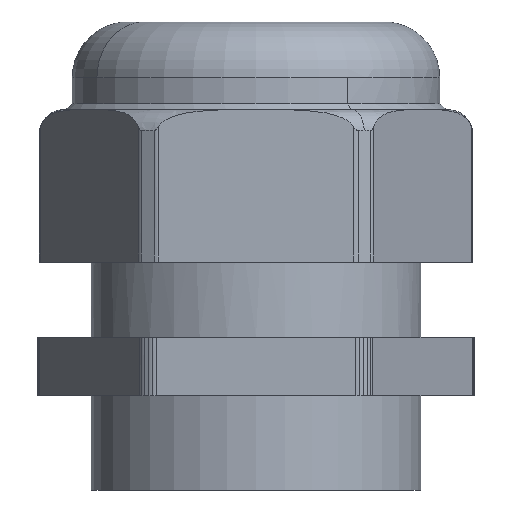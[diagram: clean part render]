
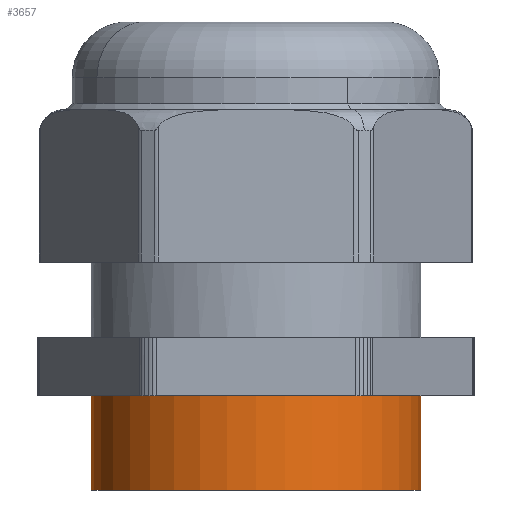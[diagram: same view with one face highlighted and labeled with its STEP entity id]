
A CAD part, left-side view. The second image highlights one B-rep face of the part: STEP entity #3657.
In plain terms, the highlighted cylindrical face has radius 22.705 mm (diameter 45.41 mm), a partial arc.
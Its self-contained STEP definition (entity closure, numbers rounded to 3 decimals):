
#3158=AXIS2_PLACEMENT_3D('Cylinder Axis2P3D',#3155,#3156,#3157) ;
#3546=AXIS2_PLACEMENT_3D('Circle Axis2P3D',#3544,#3545,$) ;
#3648=AXIS2_PLACEMENT_3D('Circle Axis2P3D',#3646,#3647,$) ;
#3155=CARTESIAN_POINT('Axis2P3D Location',(26.5,30.103,3.)) ;
#3541=CARTESIAN_POINT('Vertex',(26.5,7.398,0.)) ;
#3544=CARTESIAN_POINT('Axis2P3D Location',(26.5,30.103,0.)) ;
#3548=CARTESIAN_POINT('Vertex',(26.5,52.808,0.)) ;
#3618=CARTESIAN_POINT('Line Origine',(26.5,52.808,3.)) ;
#3622=CARTESIAN_POINT('Vertex',(26.5,52.808,13.)) ;
#3629=CARTESIAN_POINT('Vertex',(26.5,7.398,13.)) ;
#3632=CARTESIAN_POINT('Line Origine',(26.5,7.398,3.)) ;
#3646=CARTESIAN_POINT('Axis2P3D Location',(26.5,30.103,13.)) ;
#3156=DIRECTION('Axis2P3D Direction',(0.,0.,-1.)) ;
#3157=DIRECTION('Axis2P3D XDirection',(0.,-1.,0.)) ;
#3545=DIRECTION('Axis2P3D Direction',(0.,0.,-1.)) ;
#3619=DIRECTION('Vector Direction',(0.,0.,-1.)) ;
#3633=DIRECTION('Vector Direction',(0.,0.,-1.)) ;
#3647=DIRECTION('Axis2P3D Direction',(0.,0.,-1.)) ;
#3620=VECTOR('Line Direction',#3619,1.) ;
#3634=VECTOR('Line Direction',#3633,1.) ;
#3652=ORIENTED_EDGE('',*,*,#3636,.F.) ;
#3653=ORIENTED_EDGE('',*,*,#3650,.T.) ;
#3654=ORIENTED_EDGE('',*,*,#3624,.T.) ;
#3655=ORIENTED_EDGE('',*,*,#3550,.F.) ;
#3657=ADVANCED_FACE('Hauptk\X2\00F6\X0\rper.2',(#3656),#3159,.T.) ;
#3547=CIRCLE('generated circle',#3546,22.705) ;
#3649=CIRCLE('generated circle',#3648,22.705) ;
#3159=CYLINDRICAL_SURFACE('generated cylinder',#3158,22.705) ;
#3550=EDGE_CURVE('',#3542,#3549,#3547,.T.) ;
#3624=EDGE_CURVE('',#3623,#3549,#3621,.T.) ;
#3636=EDGE_CURVE('',#3630,#3542,#3635,.T.) ;
#3650=EDGE_CURVE('',#3630,#3623,#3649,.T.) ;
#3651=EDGE_LOOP('',(#3652,#3653,#3654,#3655)) ;
#3656=FACE_OUTER_BOUND('',#3651,.T.) ;
#3621=LINE('Line',#3618,#3620) ;
#3635=LINE('Line',#3632,#3634) ;
#3542=VERTEX_POINT('',#3541) ;
#3549=VERTEX_POINT('',#3548) ;
#3623=VERTEX_POINT('',#3622) ;
#3630=VERTEX_POINT('',#3629) ;
